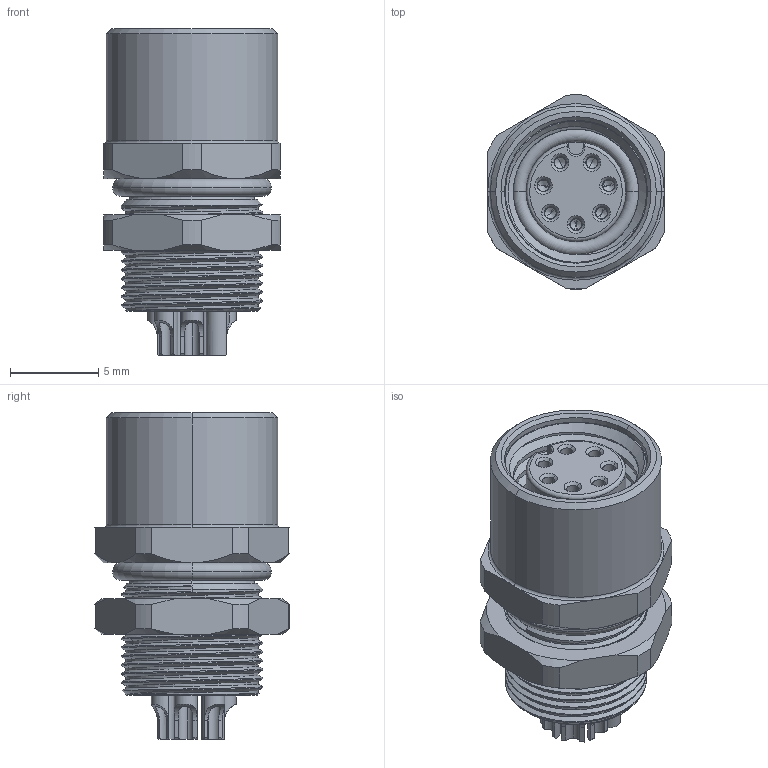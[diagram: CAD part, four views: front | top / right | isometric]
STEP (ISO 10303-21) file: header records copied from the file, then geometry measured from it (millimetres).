
FILE_DESCRIPTION((''),'2;1');
FILE_NAME('8P-K18','2025-09-10T',('gongcheng16'),(''),'PRO/ENGINEER BY PARAMETRIC TECHNOLOGY CORPORATION, 2010280','PRO/ENGINEER BY PARAMETRIC TECHNOLOGY CORPORATION, 2010280','');
FILE_SCHEMA(('CONFIG_CONTROL_DESIGN'));
Length unit declared in the file: millimetre
Products named in the file (1): 8P-K18
Bounding box: 10 x 10.99 x 18.5 mm (x, y, z)
Volume: 224.5 mm3; surface area: 2729.5 mm2
Topology: 1 solids, 13 shells, 643 faces, 1600 edges, 999 vertices
Faces by surface type: cylinder 257, plane 194, cone 136, torus 30, bspline 26
Entity records: 26099 total; most frequent: CARTESIAN_POINT 10930, DIRECTION 3188, ORIENTED_EDGE 3144, EDGE_CURVE 1572, AXIS2_PLACEMENT_3D 1259, VERTEX_POINT 999, EDGE_LOOP 709, VECTOR 670
